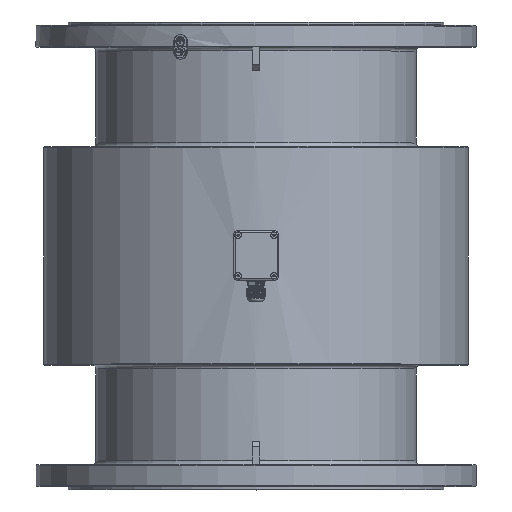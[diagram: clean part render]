
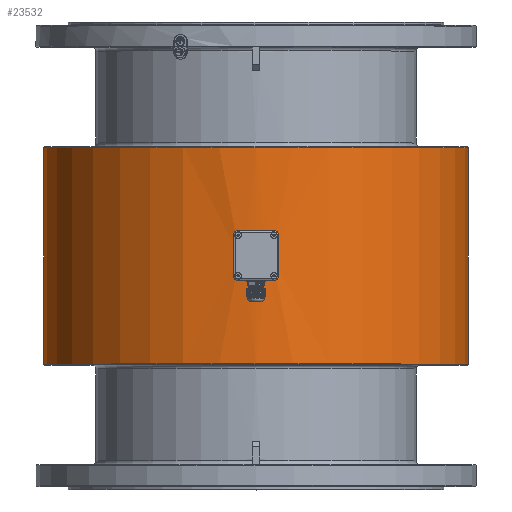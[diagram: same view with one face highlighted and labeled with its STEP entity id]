
A CAD part, top view. The second image highlights one B-rep face of the part: STEP entity #23532.
In plain terms, the highlighted cylindrical face has radius 272.5 mm (diameter 545 mm), a full revolution.
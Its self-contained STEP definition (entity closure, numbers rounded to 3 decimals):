
#739=FACE_BOUND('',#3195,.T.);
#1624=FACE_OUTER_BOUND('',#3194,.T.);
#3194=EDGE_LOOP('',(#16059,#16060,#16061,#16062));
#3195=EDGE_LOOP('',(#16063,#16064));
#4686=CIRCLE('',#25227,272.5);
#4689=CIRCLE('',#25231,272.5);
#5996=B_SPLINE_CURVE_WITH_KNOTS('',3,(#46063,#46064,#46065,#46066,#46067,
#46068,#46069,#46070,#46071,#46072,#46073,#46074,#46075,#46076,#46077,#46078,
#46079,#46080,#46081,#46082,#46083,#46084,#46085,#46086,#46087,#46088,#46089,
#46090,#46091,#46092,#46093,#46094,#46095,#46096,#46097),.UNSPECIFIED.,
 .F.,.F.,(4,2,2,2,2,2,2,2,3,2,2,2,2,2,2,2,4),(-3.166,-2.77,
-2.374,-1.978,-1.583,-1.187,
-0.791,-0.396,0.,0.396,0.791,
1.187,1.583,1.978,2.374,2.77,
3.166),.UNSPECIFIED.);
#5997=B_SPLINE_CURVE_WITH_KNOTS('',3,(#46098,#46099,#46100,#46101,#46102,
#46103,#46104,#46105,#46106,#46107,#46108,#46109,#46110,#46111,#46112,#46113,
#46114,#46115,#46116,#46117,#46118,#46119,#46120,#46121,#46122,#46123,#46124,
#46125,#46126,#46127,#46128,#46129,#46130,#46131),.UNSPECIFIED.,.F.,.F.,
(4,2,2,2,2,2,2,2,2,2,2,2,2,2,2,2,4),(3.166,3.561,
3.957,4.353,4.748,5.144,5.54,
5.935,6.331,6.727,7.122,7.518,
7.914,8.309,8.705,9.101,9.497),
 .UNSPECIFIED.);
#6565=LINE('',#46060,#8012);
#8012=VECTOR('',#28682,272.5);
#9683=VERTEX_POINT('',#46052);
#9685=VERTEX_POINT('',#46058);
#9686=VERTEX_POINT('',#46061);
#9687=VERTEX_POINT('',#46062);
#11951=EDGE_CURVE('',#9683,#9683,#4686,.T.);
#11954=EDGE_CURVE('',#9685,#9685,#4689,.T.);
#11955=EDGE_CURVE('',#9685,#9683,#6565,.T.);
#11956=EDGE_CURVE('',#9686,#9687,#5996,.T.);
#11957=EDGE_CURVE('',#9687,#9686,#5997,.T.);
#16059=ORIENTED_EDGE('',*,*,#11954,.F.);
#16060=ORIENTED_EDGE('',*,*,#11955,.T.);
#16061=ORIENTED_EDGE('',*,*,#11951,.F.);
#16062=ORIENTED_EDGE('',*,*,#11955,.F.);
#16063=ORIENTED_EDGE('',*,*,#11956,.T.);
#16064=ORIENTED_EDGE('',*,*,#11957,.T.);
#21738=CYLINDRICAL_SURFACE('',#25230,272.5);
#23532=ADVANCED_FACE('',(#1624,#739),#21738,.T.);
#25227=AXIS2_PLACEMENT_3D('',#46053,#28672,#28673);
#25230=AXIS2_PLACEMENT_3D('',#46057,#28678,#28679);
#25231=AXIS2_PLACEMENT_3D('',#46059,#28680,#28681);
#28672=DIRECTION('center_axis',(-1.,0.,0.));
#28673=DIRECTION('ref_axis',(0.,-1.,0.));
#28678=DIRECTION('center_axis',(1.,0.,0.));
#28679=DIRECTION('ref_axis',(0.,1.,0.));
#28680=DIRECTION('center_axis',(1.,0.,0.));
#28681=DIRECTION('ref_axis',(0.,-1.,0.));
#28682=DIRECTION('',(-1.,0.,0.));
#46052=CARTESIAN_POINT('',(-139.,-619.,0.));
#46053=CARTESIAN_POINT('Origin',(-139.,-346.5,0.));
#46057=CARTESIAN_POINT('Origin',(0.,-346.5,0.));
#46058=CARTESIAN_POINT('',(139.,-619.,0.));
#46059=CARTESIAN_POINT('Origin',(139.,-346.5,0.));
#46060=CARTESIAN_POINT('',(0.,-619.,0.));
#46061=CARTESIAN_POINT('',(-21.,-74.,0.));
#46062=CARTESIAN_POINT('',(21.,-74.,0.));
#46063=CARTESIAN_POINT('Ctrl Pts',(-21.,-74.,
0.));
#46064=CARTESIAN_POINT('Ctrl Pts',(-21.,-74.,
-1.319));
#46065=CARTESIAN_POINT('Ctrl Pts',(-20.874,-74.01,
-2.683));
#46066=CARTESIAN_POINT('Ctrl Pts',(-20.342,-74.05,-5.396));
#46067=CARTESIAN_POINT('Ctrl Pts',(-19.937,-74.08,
-6.744));
#46068=CARTESIAN_POINT('Ctrl Pts',(-18.865,-74.157,
-9.331));
#46069=CARTESIAN_POINT('Ctrl Pts',(-18.198,-74.203,
-10.571));
#46070=CARTESIAN_POINT('Ctrl Pts',(-16.656,-74.301,-12.864));
#46071=CARTESIAN_POINT('Ctrl Pts',(-15.781,-74.354,
-13.917));
#46072=CARTESIAN_POINT('Ctrl Pts',(-13.917,-74.456,
-15.781));
#46073=CARTESIAN_POINT('Ctrl Pts',(-12.864,-74.508,
-16.656));
#46074=CARTESIAN_POINT('Ctrl Pts',(-10.571,-74.607,
-18.198));
#46075=CARTESIAN_POINT('Ctrl Pts',(-9.331,-74.653,
-18.865));
#46076=CARTESIAN_POINT('Ctrl Pts',(-6.744,-74.73,
-19.937));
#46077=CARTESIAN_POINT('Ctrl Pts',(-5.396,-74.76,
-20.342));
#46078=CARTESIAN_POINT('Ctrl Pts',(-2.683,-74.801,
-20.874));
#46079=CARTESIAN_POINT('Ctrl Pts',(-1.319,-74.81,
-21.));
#46080=CARTESIAN_POINT('Ctrl Pts',(0.,-74.81,
-21.));
#46081=CARTESIAN_POINT('Ctrl Pts',(1.319,-74.81,-21.));
#46082=CARTESIAN_POINT('Ctrl Pts',(2.683,-74.801,-20.874));
#46083=CARTESIAN_POINT('Ctrl Pts',(5.396,-74.76,-20.342));
#46084=CARTESIAN_POINT('Ctrl Pts',(6.744,-74.73,-19.937));
#46085=CARTESIAN_POINT('Ctrl Pts',(9.331,-74.653,-18.865));
#46086=CARTESIAN_POINT('Ctrl Pts',(10.571,-74.607,-18.198));
#46087=CARTESIAN_POINT('Ctrl Pts',(12.864,-74.508,-16.656));
#46088=CARTESIAN_POINT('Ctrl Pts',(13.917,-74.456,-15.781));
#46089=CARTESIAN_POINT('Ctrl Pts',(15.781,-74.354,-13.917));
#46090=CARTESIAN_POINT('Ctrl Pts',(16.656,-74.301,-12.864));
#46091=CARTESIAN_POINT('Ctrl Pts',(18.198,-74.203,-10.571));
#46092=CARTESIAN_POINT('Ctrl Pts',(18.865,-74.157,-9.331));
#46093=CARTESIAN_POINT('Ctrl Pts',(19.937,-74.08,-6.744));
#46094=CARTESIAN_POINT('Ctrl Pts',(20.342,-74.05,-5.396));
#46095=CARTESIAN_POINT('Ctrl Pts',(20.874,-74.01,-2.683));
#46096=CARTESIAN_POINT('Ctrl Pts',(21.,-74.,-1.319));
#46097=CARTESIAN_POINT('Ctrl Pts',(21.,-74.,0.));
#46098=CARTESIAN_POINT('Ctrl Pts',(21.,-74.,0.));
#46099=CARTESIAN_POINT('Ctrl Pts',(21.,-74.,1.319));
#46100=CARTESIAN_POINT('Ctrl Pts',(20.874,-74.01,2.683));
#46101=CARTESIAN_POINT('Ctrl Pts',(20.342,-74.05,5.396));
#46102=CARTESIAN_POINT('Ctrl Pts',(19.937,-74.08,6.744));
#46103=CARTESIAN_POINT('Ctrl Pts',(18.865,-74.157,9.331));
#46104=CARTESIAN_POINT('Ctrl Pts',(18.198,-74.203,10.571));
#46105=CARTESIAN_POINT('Ctrl Pts',(16.656,-74.301,12.864));
#46106=CARTESIAN_POINT('Ctrl Pts',(15.781,-74.354,13.917));
#46107=CARTESIAN_POINT('Ctrl Pts',(13.917,-74.456,15.781));
#46108=CARTESIAN_POINT('Ctrl Pts',(12.864,-74.508,16.656));
#46109=CARTESIAN_POINT('Ctrl Pts',(10.571,-74.607,18.198));
#46110=CARTESIAN_POINT('Ctrl Pts',(9.331,-74.653,18.865));
#46111=CARTESIAN_POINT('Ctrl Pts',(6.744,-74.73,19.937));
#46112=CARTESIAN_POINT('Ctrl Pts',(5.396,-74.76,20.342));
#46113=CARTESIAN_POINT('Ctrl Pts',(2.683,-74.801,20.874));
#46114=CARTESIAN_POINT('Ctrl Pts',(1.319,-74.81,21.));
#46115=CARTESIAN_POINT('Ctrl Pts',(-1.319,-74.81,
21.));
#46116=CARTESIAN_POINT('Ctrl Pts',(-2.683,-74.801,
20.874));
#46117=CARTESIAN_POINT('Ctrl Pts',(-5.396,-74.76,
20.342));
#46118=CARTESIAN_POINT('Ctrl Pts',(-6.744,-74.73,
19.937));
#46119=CARTESIAN_POINT('Ctrl Pts',(-9.331,-74.653,
18.865));
#46120=CARTESIAN_POINT('Ctrl Pts',(-10.571,-74.607,
18.198));
#46121=CARTESIAN_POINT('Ctrl Pts',(-12.864,-74.508,
16.656));
#46122=CARTESIAN_POINT('Ctrl Pts',(-13.917,-74.456,
15.781));
#46123=CARTESIAN_POINT('Ctrl Pts',(-15.781,-74.354,
13.917));
#46124=CARTESIAN_POINT('Ctrl Pts',(-16.656,-74.301,12.864));
#46125=CARTESIAN_POINT('Ctrl Pts',(-18.198,-74.203,
10.571));
#46126=CARTESIAN_POINT('Ctrl Pts',(-18.865,-74.157,
9.331));
#46127=CARTESIAN_POINT('Ctrl Pts',(-19.937,-74.08,
6.744));
#46128=CARTESIAN_POINT('Ctrl Pts',(-20.342,-74.05,5.396));
#46129=CARTESIAN_POINT('Ctrl Pts',(-20.874,-74.01,
2.683));
#46130=CARTESIAN_POINT('Ctrl Pts',(-21.,-74.,
1.319));
#46131=CARTESIAN_POINT('Ctrl Pts',(-21.,-74.,
0.));
